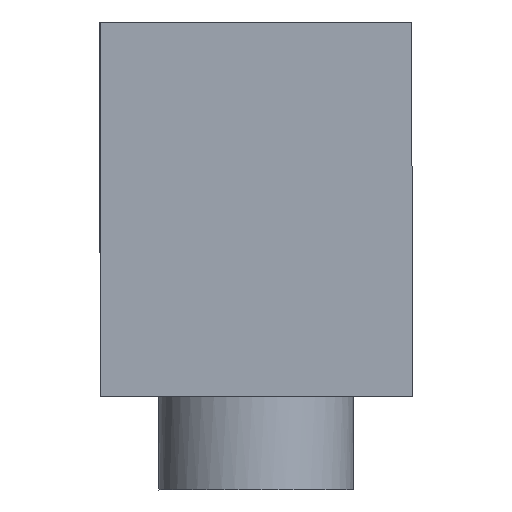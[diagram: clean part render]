
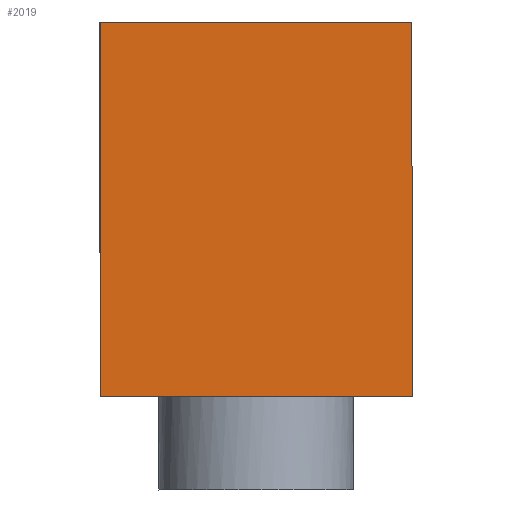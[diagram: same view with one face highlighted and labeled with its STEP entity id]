
A CAD part, left-side view. The second image highlights one B-rep face of the part: STEP entity #2019.
In plain terms, the highlighted planar face has unit normal (-1, 0, 0).
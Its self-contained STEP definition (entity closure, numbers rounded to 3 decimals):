
#22 = VERTEX_POINT('',#23);
#23 = CARTESIAN_POINT('',(241.103,290.185,317.196
    ));
#31 = PLANE('',#32);
#32 = AXIS2_PLACEMENT_3D('',#33,#34,#35);
#33 = CARTESIAN_POINT('',(249.605,289.811,
    317.196));
#34 = DIRECTION('',(0.,0.,-1.));
#35 = DIRECTION('',(0.,-1.,0.));
#42 = PLANE('',#43);
#43 = AXIS2_PLACEMENT_3D('',#44,#45,#46);
#44 = CARTESIAN_POINT('',(243.598,290.185,
    316.772));
#45 = DIRECTION('',(0.,-1.,0.));
#46 = DIRECTION('',(1.,0.,0.));
#53 = EDGE_CURVE('',#54,#22,#56,.T.);
#54 = VERTEX_POINT('',#55);
#55 = CARTESIAN_POINT('',(241.103,292.725,317.196
    ));
#56 = SURFACE_CURVE('',#57,(#60,#66),.PCURVE_S1.);
#57 = B_SPLINE_CURVE_WITH_KNOTS('',1,(#58,#59),.UNSPECIFIED.,.F.,.F.,(2,
    2),(0.,2.54),.PIECEWISE_BEZIER_KNOTS.);
#58 = CARTESIAN_POINT('',(241.103,292.725,317.196
    ));
#59 = CARTESIAN_POINT('',(241.103,290.185,317.196
    ));
#60 = PCURVE('',#31,#61);
#61 = DEFINITIONAL_REPRESENTATION('',(#62),#65);
#62 = B_SPLINE_CURVE_WITH_KNOTS('',1,(#63,#64),.UNSPECIFIED.,.F.,.F.,(2,
    2),(0.,2.54),.PIECEWISE_BEZIER_KNOTS.);
#63 = CARTESIAN_POINT('',(-2.914,8.502));
#64 = CARTESIAN_POINT('',(-0.374,8.502));
#65 = ( GEOMETRIC_REPRESENTATION_CONTEXT(2) 
PARAMETRIC_REPRESENTATION_CONTEXT() REPRESENTATION_CONTEXT('2D SPACE',''
  ) );
#66 = PCURVE('',#67,#72);
#67 = PLANE('',#68);
#68 = AXIS2_PLACEMENT_3D('',#69,#70,#71);
#69 = CARTESIAN_POINT('',(241.103,289.811,
    316.772));
#70 = DIRECTION('',(-1.,0.,0.));
#71 = DIRECTION('',(0.,1.,0.));
#72 = DEFINITIONAL_REPRESENTATION('',(#73),#76);
#73 = B_SPLINE_CURVE_WITH_KNOTS('',1,(#74,#75),.UNSPECIFIED.,.F.,.F.,(2,
    2),(0.,2.54),.PIECEWISE_BEZIER_KNOTS.);
#74 = CARTESIAN_POINT('',(2.914,-0.425));
#75 = CARTESIAN_POINT('',(0.374,-0.425));
#76 = ( GEOMETRIC_REPRESENTATION_CONTEXT(2) 
PARAMETRIC_REPRESENTATION_CONTEXT() REPRESENTATION_CONTEXT('2D SPACE',''
  ) );
#92 = PLANE('',#93);
#93 = AXIS2_PLACEMENT_3D('',#94,#95,#96);
#94 = CARTESIAN_POINT('',(243.598,292.725,
    316.772));
#95 = DIRECTION('',(0.,1.,0.));
#96 = DIRECTION('',(-1.,0.,0.));
#919 = PLANE('',#920);
#920 = AXIS2_PLACEMENT_3D('',#921,#922,#923);
#921 = CARTESIAN_POINT('',(243.598,293.099,
    320.244));
#922 = DIRECTION('',(0.,0.,1.));
#923 = DIRECTION('',(0.,1.,0.));
#1264 = VERTEX_POINT('',#1265);
#1265 = CARTESIAN_POINT('',(241.103,292.725,
    320.244));
#1283 = EDGE_CURVE('',#1284,#1264,#1286,.T.);
#1284 = VERTEX_POINT('',#1285);
#1285 = CARTESIAN_POINT('',(241.103,290.185,
    320.244));
#1286 = SURFACE_CURVE('',#1287,(#1290,#1296),.PCURVE_S1.);
#1287 = B_SPLINE_CURVE_WITH_KNOTS('',1,(#1288,#1289),.UNSPECIFIED.,.F.,
  .F.,(2,2),(-2.54,0.),.PIECEWISE_BEZIER_KNOTS.);
#1288 = CARTESIAN_POINT('',(241.103,290.185,
    320.244));
#1289 = CARTESIAN_POINT('',(241.103,292.725,
    320.244));
#1290 = PCURVE('',#919,#1291);
#1291 = DEFINITIONAL_REPRESENTATION('',(#1292),#1295);
#1292 = B_SPLINE_CURVE_WITH_KNOTS('',1,(#1293,#1294),.UNSPECIFIED.,.F.,
  .F.,(2,2),(-2.54,0.),.PIECEWISE_BEZIER_KNOTS.);
#1293 = CARTESIAN_POINT('',(-2.914,2.495));
#1294 = CARTESIAN_POINT('',(-0.374,2.495));
#1295 = ( GEOMETRIC_REPRESENTATION_CONTEXT(2) 
PARAMETRIC_REPRESENTATION_CONTEXT() REPRESENTATION_CONTEXT('2D SPACE',''
  ) );
#1296 = PCURVE('',#67,#1297);
#1297 = DEFINITIONAL_REPRESENTATION('',(#1298),#1301);
#1298 = B_SPLINE_CURVE_WITH_KNOTS('',1,(#1299,#1300),.UNSPECIFIED.,.F.,
  .F.,(2,2),(-2.54,0.),.PIECEWISE_BEZIER_KNOTS.);
#1299 = CARTESIAN_POINT('',(0.374,-3.473));
#1300 = CARTESIAN_POINT('',(2.914,-3.473));
#1301 = ( GEOMETRIC_REPRESENTATION_CONTEXT(2) 
PARAMETRIC_REPRESENTATION_CONTEXT() REPRESENTATION_CONTEXT('2D SPACE',''
  ) );
#1578 = EDGE_CURVE('',#22,#1284,#1579,.T.);
#1579 = SURFACE_CURVE('',#1580,(#1583,#1589),.PCURVE_S1.);
#1580 = B_SPLINE_CURVE_WITH_KNOTS('',1,(#1581,#1582),.UNSPECIFIED.,.F.,
  .F.,(2,2),(0.,3.048),.PIECEWISE_BEZIER_KNOTS.);
#1581 = CARTESIAN_POINT('',(241.103,290.185,
    317.196));
#1582 = CARTESIAN_POINT('',(241.103,290.185,
    320.244));
#1583 = PCURVE('',#42,#1584);
#1584 = DEFINITIONAL_REPRESENTATION('',(#1585),#1588);
#1585 = B_SPLINE_CURVE_WITH_KNOTS('',1,(#1586,#1587),.UNSPECIFIED.,.F.,
  .F.,(2,2),(0.,3.048),.PIECEWISE_BEZIER_KNOTS.);
#1586 = CARTESIAN_POINT('',(-2.495,0.425));
#1587 = CARTESIAN_POINT('',(-2.495,3.473));
#1588 = ( GEOMETRIC_REPRESENTATION_CONTEXT(2) 
PARAMETRIC_REPRESENTATION_CONTEXT() REPRESENTATION_CONTEXT('2D SPACE',''
  ) );
#1589 = PCURVE('',#67,#1590);
#1590 = DEFINITIONAL_REPRESENTATION('',(#1591),#1594);
#1591 = B_SPLINE_CURVE_WITH_KNOTS('',1,(#1592,#1593),.UNSPECIFIED.,.F.,
  .F.,(2,2),(0.,3.048),.PIECEWISE_BEZIER_KNOTS.);
#1592 = CARTESIAN_POINT('',(0.374,-0.425));
#1593 = CARTESIAN_POINT('',(0.374,-3.473));
#1594 = ( GEOMETRIC_REPRESENTATION_CONTEXT(2) 
PARAMETRIC_REPRESENTATION_CONTEXT() REPRESENTATION_CONTEXT('2D SPACE',''
  ) );
#2019 = ADVANCED_FACE('',(#2020),#67,.T.);
#2020 = FACE_BOUND('',#2021,.T.);
#2021 = EDGE_LOOP('',(#2022,#2023,#2041,#2042));
#2022 = ORIENTED_EDGE('',*,*,#1283,.T.);
#2023 = ORIENTED_EDGE('',*,*,#2024,.F.);
#2024 = EDGE_CURVE('',#54,#1264,#2025,.T.);
#2025 = SURFACE_CURVE('',#2026,(#2029,#2035),.PCURVE_S1.);
#2026 = B_SPLINE_CURVE_WITH_KNOTS('',1,(#2027,#2028),.UNSPECIFIED.,.F.,
  .F.,(2,2),(0.,3.048),.PIECEWISE_BEZIER_KNOTS.);
#2027 = CARTESIAN_POINT('',(241.103,292.725,
    317.196));
#2028 = CARTESIAN_POINT('',(241.103,292.725,
    320.244));
#2029 = PCURVE('',#67,#2030);
#2030 = DEFINITIONAL_REPRESENTATION('',(#2031),#2034);
#2031 = B_SPLINE_CURVE_WITH_KNOTS('',1,(#2032,#2033),.UNSPECIFIED.,.F.,
  .F.,(2,2),(0.,3.048),.PIECEWISE_BEZIER_KNOTS.);
#2032 = CARTESIAN_POINT('',(2.914,-0.425));
#2033 = CARTESIAN_POINT('',(2.914,-3.473));
#2034 = ( GEOMETRIC_REPRESENTATION_CONTEXT(2) 
PARAMETRIC_REPRESENTATION_CONTEXT() REPRESENTATION_CONTEXT('2D SPACE',''
  ) );
#2035 = PCURVE('',#92,#2036);
#2036 = DEFINITIONAL_REPRESENTATION('',(#2037),#2040);
#2037 = B_SPLINE_CURVE_WITH_KNOTS('',1,(#2038,#2039),.UNSPECIFIED.,.F.,
  .F.,(2,2),(0.,3.048),.PIECEWISE_BEZIER_KNOTS.);
#2038 = CARTESIAN_POINT('',(2.495,0.425));
#2039 = CARTESIAN_POINT('',(2.495,3.473));
#2040 = ( GEOMETRIC_REPRESENTATION_CONTEXT(2) 
PARAMETRIC_REPRESENTATION_CONTEXT() REPRESENTATION_CONTEXT('2D SPACE',''
  ) );
#2041 = ORIENTED_EDGE('',*,*,#53,.T.);
#2042 = ORIENTED_EDGE('',*,*,#1578,.T.);
